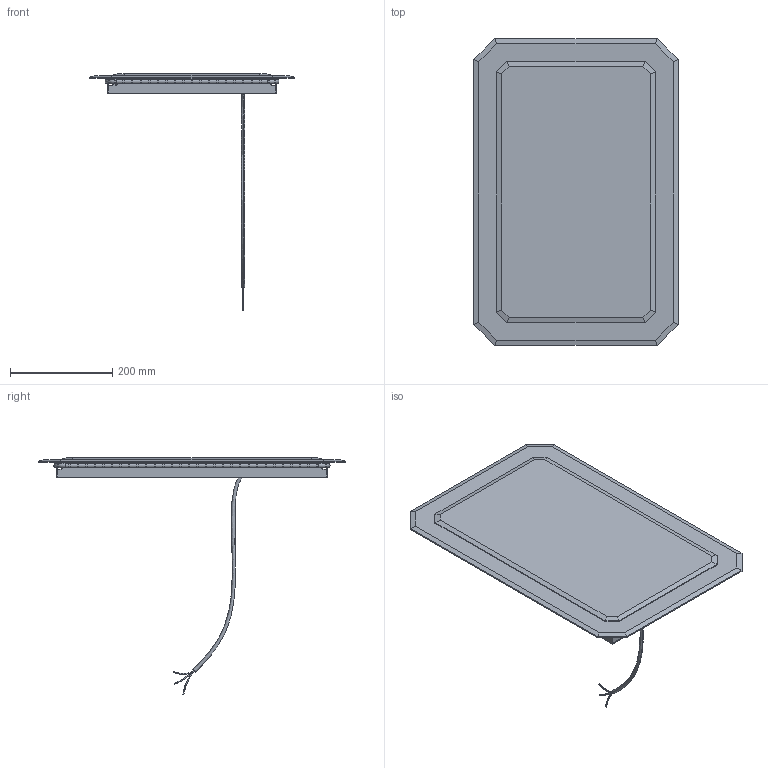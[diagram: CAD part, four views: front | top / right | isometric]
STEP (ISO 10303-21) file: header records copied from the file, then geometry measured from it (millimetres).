
FILE_DESCRIPTION (( 'STEP AP214' ), '1' );
FILE_NAME ('RE040M_V21220.STEP', '2020-12-23T09:44:26', ( '' ), ( '' ), 'SwSTEP 2.0', 'SolidWorks 2019', '' );
FILE_SCHEMA (( 'AUTOMOTIVE_DESIGN' ));
Length unit declared in the file: millimetre
Products named in the file (15): 24V40W.stp; JIAOMA.stp; M01A7050A-004.stp; PG7-.stp; CXT.stp; re040m-600x400_asm.stp; K216-004.stp; M01A7050A-001.stp; ANTI-FOG-FILM-.stp; RE040M_V21220; M01A7050A-002.stp; M01A7050A-003.stp; RE090M-A.stp; LED-FPC-.stp; K216-MDF.stp
Assembly tree (17 placements, depth 3):
  RE040M_V21220
    re040m-600x400_asm.stp
      M01A7050A-001.stp
      M01A7050A-003.stp
      M01A7050A-002.stp
      M01A7050A-004.stp
      K216-MDF.stp
      K216-004.stp
      ANTI-FOG-FILM-.stp
      LED-FPC-.stp
      RE090M-A.stp
      CXT.stp
      PG7-.stp
      24V40W.stp
      JIAOMA.stp  x4
Bounding box: 400 x 600 x 462.1 mm (x, y, z)
Volume: 2218042.8 mm3; surface area: 1784093 mm2
Topology: 15 solids, 24 shells, 1499 faces, 3955 edges, 2628 vertices
Faces by surface type: plane 1253, cylinder 226, torus 10, bspline 8, cone 2
Entity records: 48340 total; most frequent: CARTESIAN_POINT 9550, ORIENTED_EDGE 7634, DIRECTION 7091, EDGE_CURVE 3829, LINE 3345, VECTOR 3345, VERTEX_POINT 2544, AXIS2_PLACEMENT_3D 1873
